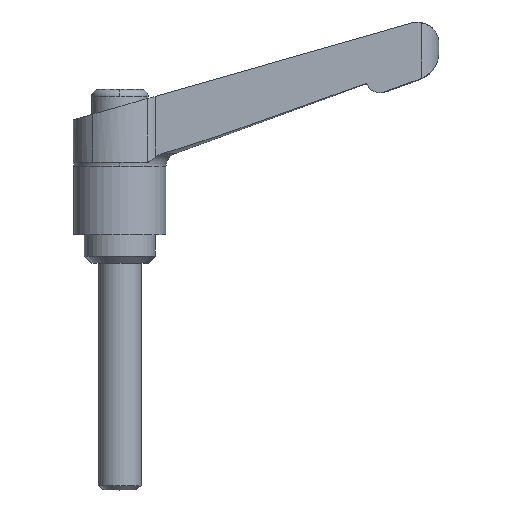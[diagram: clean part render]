
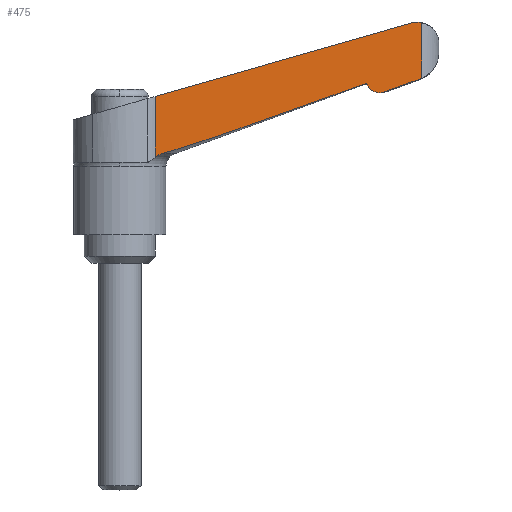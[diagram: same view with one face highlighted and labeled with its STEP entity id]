
A CAD part, top view. The second image highlights one B-rep face of the part: STEP entity #475.
In plain terms, the highlighted planar face has unit normal (0.035, 0, 0.999).
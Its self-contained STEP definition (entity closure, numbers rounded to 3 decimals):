
#267 = VERTEX_POINT( '', #754 );
#291 = EDGE_CURVE( '', #583, #329, #778, .T. );
#329 = VERTEX_POINT( '', #820 );
#331 = EDGE_CURVE( '', #267, #539, #822, .T. );
#333 = EDGE_CURVE( '', #715, #547, #824, .T. );
#361 = EDGE_CURVE( '', #649, #483, #854, .T. );
#441 = EDGE_CURVE( '', #329, #705, #941, .T. );
#473 = EDGE_CURVE( '', #649, #705, #974, .T. );
#475 = ADVANCED_FACE( '', ( #976 ), #977, .F. );
#483 = VERTEX_POINT( '', #985 );
#485 = EDGE_CURVE( '', #715, #483, #987, .T. );
#523 = EDGE_CURVE( '', #547, #267, #1029, .T. );
#539 = VERTEX_POINT( '', #1046 );
#547 = VERTEX_POINT( '', #1055 );
#563 = EDGE_CURVE( '', #539, #583, #1073, .T. );
#583 = VERTEX_POINT( '', #1095 );
#649 = VERTEX_POINT( '', #1175 );
#705 = VERTEX_POINT( '', #1238 );
#715 = VERTEX_POINT( '', #1248 );
#754 = CARTESIAN_POINT( '', ( 37.365, 24.178, 3.846 ) );
#778 = B_SPLINE_CURVE_WITH_KNOTS( '', 3, ( #1320, #1321, #1322, #1323, #1324, #1325, #1326, #1327 ), .UNSPECIFIED., .F., .F., ( 4, 2, 2, 4 ), ( 4.101, 4.299, 4.805, 5.256 ), .UNSPECIFIED. );
#820 = CARTESIAN_POINT( '', ( 4.96, 14.953, 4.977 ) );
#822 = B_SPLINE_CURVE_WITH_KNOTS( '', 3, ( #1399, #1400, #1401, #1402, #1403, #1404, #1405, #1406, #1407, #1408, #1409, #1410, #1411, #1412, #1413, #1414, #1415, #1416, #1417, #1418 ), .UNSPECIFIED., .F., .F., ( 4, 2, 2, 2, 2, 2, 2, 2, 2, 4 ), ( 2.315, 2.601, 2.976, 3.351, 3.726, 4.1, 4.473, 4.844, 5.215, 5.298 ), .UNSPECIFIED. );
#824 = B_SPLINE_CURVE_WITH_KNOTS( '', 3, ( #1421, #1422, #1423, #1424, #1425, #1426 ), .UNSPECIFIED., .F., .F., ( 4, 2, 4 ), ( 4.198, 4.45, 4.626 ), .UNSPECIFIED. );
#854 = B_SPLINE_CURVE_WITH_KNOTS( '', 3, ( #1471, #1472, #1473, #1474, #1475, #1476, #1477, #1478, #1479, #1480 ), .UNSPECIFIED., .F., .F., ( 4, 2, 2, 2, 4 ), ( 12.59, 12.819, 13.381, 13.941, 14.115 ), .UNSPECIFIED. );
#941 = LINE( '', #1611, #1612 );
#974 = LINE( '', #1682, #1683 );
#976 = FACE_OUTER_BOUND( '', #1685, .T. );
#977 = PLANE( '', #1686 );
#985 = CARTESIAN_POINT( '', ( 42.611, 33.919, 3.662 ) );
#987 = LINE( '', #1701, #1702 );
#1029 = ( B_SPLINE_CURVE( 2, ( #1758, #1759, #1760 ), .UNSPECIFIED., .F., .F. )B_SPLINE_CURVE_WITH_KNOTS( ( 3, 3 ), ( 0., 5.151 ), .UNSPECIFIED. )RATIONAL_B_SPLINE_CURVE( ( 1., 1.002, 1. ) )BOUNDED_CURVE(  )REPRESENTATION_ITEM( '' )GEOMETRIC_REPRESENTATION_ITEM(  )CURVE(  ) );
#1046 = CARTESIAN_POINT( '', ( 34.777, 25.373, 3.936 ) );
#1055 = CARTESIAN_POINT( '', ( 42.207, 25.927, 3.677 ) );
#1073 = ( B_SPLINE_CURVE( 2, ( #1847, #1848, #1849 ), .UNSPECIFIED., .F., .F. )B_SPLINE_CURVE_WITH_KNOTS( ( 3, 3 ), ( 0., 30.397 ), .UNSPECIFIED. )RATIONAL_B_SPLINE_CURVE( ( 1., 1.349, 1. ) )BOUNDED_CURVE(  )REPRESENTATION_ITEM( '' )GEOMETRIC_REPRESENTATION_ITEM(  )CURVE(  ) );
#1095 = CARTESIAN_POINT( '', ( 6.056, 15.479, 4.939 ) );
#1175 = CARTESIAN_POINT( '', ( 41.52, 34.002, 3.701 ) );
#1238 = CARTESIAN_POINT( '', ( 4.96, 23.518, 4.977 ) );
#1248 = CARTESIAN_POINT( '', ( 42.611, 26.098, 3.662 ) );
#1320 = CARTESIAN_POINT( '', ( 6.056, 15.479, 4.939 ) );
#1321 = CARTESIAN_POINT( '', ( 5.989, 15.461, 4.941 ) );
#1322 = CARTESIAN_POINT( '', ( 5.924, 15.44, 4.944 ) );
#1323 = CARTESIAN_POINT( '', ( 5.701, 15.365, 4.951 ) );
#1324 = CARTESIAN_POINT( '', ( 5.53, 15.294, 4.957 ) );
#1325 = CARTESIAN_POINT( '', ( 5.222, 15.132, 4.968 ) );
#1326 = CARTESIAN_POINT( '', ( 5.083, 15.044, 4.973 ) );
#1327 = CARTESIAN_POINT( '', ( 4.96, 14.953, 4.977 ) );
#1399 = CARTESIAN_POINT( '', ( 37.365, 24.178, 3.846 ) );
#1400 = CARTESIAN_POINT( '', ( 37.272, 24.144, 3.849 ) );
#1401 = CARTESIAN_POINT( '', ( 37.172, 24.116, 3.852 ) );
#1402 = CARTESIAN_POINT( '', ( 36.936, 24.069, 3.861 ) );
#1403 = CARTESIAN_POINT( '', ( 36.8, 24.057, 3.865 ) );
#1404 = CARTESIAN_POINT( '', ( 36.55, 24.057, 3.874 ) );
#1405 = CARTESIAN_POINT( '', ( 36.413, 24.069, 3.879 ) );
#1406 = CARTESIAN_POINT( '', ( 36.146, 24.122, 3.888 ) );
#1407 = CARTESIAN_POINT( '', ( 36.015, 24.163, 3.893 ) );
#1408 = CARTESIAN_POINT( '', ( 35.784, 24.258, 3.901 ) );
#1409 = CARTESIAN_POINT( '', ( 35.663, 24.321, 3.905 ) );
#1410 = CARTESIAN_POINT( '', ( 35.437, 24.471, 3.913 ) );
#1411 = CARTESIAN_POINT( '', ( 35.332, 24.558, 3.917 ) );
#1412 = CARTESIAN_POINT( '', ( 35.156, 24.733, 3.923 ) );
#1413 = CARTESIAN_POINT( '', ( 35.069, 24.837, 3.926 ) );
#1414 = CARTESIAN_POINT( '', ( 34.919, 25.061, 3.931 ) );
#1415 = CARTESIAN_POINT( '', ( 34.855, 25.181, 3.933 ) );
#1416 = CARTESIAN_POINT( '', ( 34.797, 25.32, 3.935 ) );
#1417 = CARTESIAN_POINT( '', ( 34.787, 25.346, 3.936 ) );
#1418 = CARTESIAN_POINT( '', ( 34.777, 25.373, 3.936 ) );
#1421 = CARTESIAN_POINT( '', ( 42.611, 26.098, 3.662 ) );
#1422 = CARTESIAN_POINT( '', ( 42.532, 26.059, 3.665 ) );
#1423 = CARTESIAN_POINT( '', ( 42.453, 26.024, 3.668 ) );
#1424 = CARTESIAN_POINT( '', ( 42.321, 25.969, 3.673 ) );
#1425 = CARTESIAN_POINT( '', ( 42.265, 25.947, 3.675 ) );
#1426 = CARTESIAN_POINT( '', ( 42.207, 25.927, 3.677 ) );
#1471 = CARTESIAN_POINT( '', ( 41.004, 33.903, 3.719 ) );
#1472 = CARTESIAN_POINT( '', ( 41.083, 33.925, 3.716 ) );
#1473 = CARTESIAN_POINT( '', ( 41.164, 33.945, 3.713 ) );
#1474 = CARTESIAN_POINT( '', ( 41.446, 34.001, 3.703 ) );
#1475 = CARTESIAN_POINT( '', ( 41.65, 34.019, 3.696 ) );
#1476 = CARTESIAN_POINT( '', ( 42.023, 34.019, 3.683 ) );
#1477 = CARTESIAN_POINT( '', ( 42.227, 34.001, 3.676 ) );
#1478 = CARTESIAN_POINT( '', ( 42.489, 33.949, 3.667 ) );
#1479 = CARTESIAN_POINT( '', ( 42.55, 33.935, 3.665 ) );
#1480 = CARTESIAN_POINT( '', ( 42.611, 33.919, 3.662 ) );
#1611 = CARTESIAN_POINT( '', ( 4.96, 0., 4.977 ) );
#1612 = VECTOR( '', #2376, 1. );
#1682 = CARTESIAN_POINT( '', ( -4.505, 20.804, 5.308 ) );
#1683 = VECTOR( '', #2395, 1. );
#1685 = EDGE_LOOP( '', ( #2397, #2398, #2399, #2400, #2401, #2402, #2403, #2404, #2405 ) );
#1686 = AXIS2_PLACEMENT_3D( '', #2406, #2407, #2408 );
#1701 = CARTESIAN_POINT( '', ( 42.611, 0., 3.662 ) );
#1702 = VECTOR( '', #2411, 1. );
#1758 = CARTESIAN_POINT( '', ( 42.207, 25.927, 3.677 ) );
#1759 = CARTESIAN_POINT( '', ( 39.641, 24.999, 3.766 ) );
#1760 = CARTESIAN_POINT( '', ( 37.365, 24.178, 3.846 ) );
#1847 = CARTESIAN_POINT( '', ( 34.777, 25.373, 3.936 ) );
#1848 = CARTESIAN_POINT( '', ( 11.299, 16.916, 4.756 ) );
#1849 = CARTESIAN_POINT( '', ( 6.056, 15.479, 4.939 ) );
#2376 = DIRECTION( '', ( 0., 1., 0. ) );
#2395 = DIRECTION( '', ( -0.961, -0.275, 0.034 ) );
#2397 = ORIENTED_EDGE( '', *, *, #473, .T. );
#2398 = ORIENTED_EDGE( '', *, *, #441, .F. );
#2399 = ORIENTED_EDGE( '', *, *, #291, .F. );
#2400 = ORIENTED_EDGE( '', *, *, #563, .F. );
#2401 = ORIENTED_EDGE( '', *, *, #331, .F. );
#2402 = ORIENTED_EDGE( '', *, *, #523, .F. );
#2403 = ORIENTED_EDGE( '', *, *, #333, .F. );
#2404 = ORIENTED_EDGE( '', *, *, #485, .T. );
#2405 = ORIENTED_EDGE( '', *, *, #361, .F. );
#2406 = CARTESIAN_POINT( '', ( 4.96, 0., 4.977 ) );
#2407 = DIRECTION( '', ( -0.035, 0., -0.999 ) );
#2408 = DIRECTION( '', ( -0.999, 0., 0.035 ) );
#2411 = DIRECTION( '', ( 0., 1., 0. ) );
